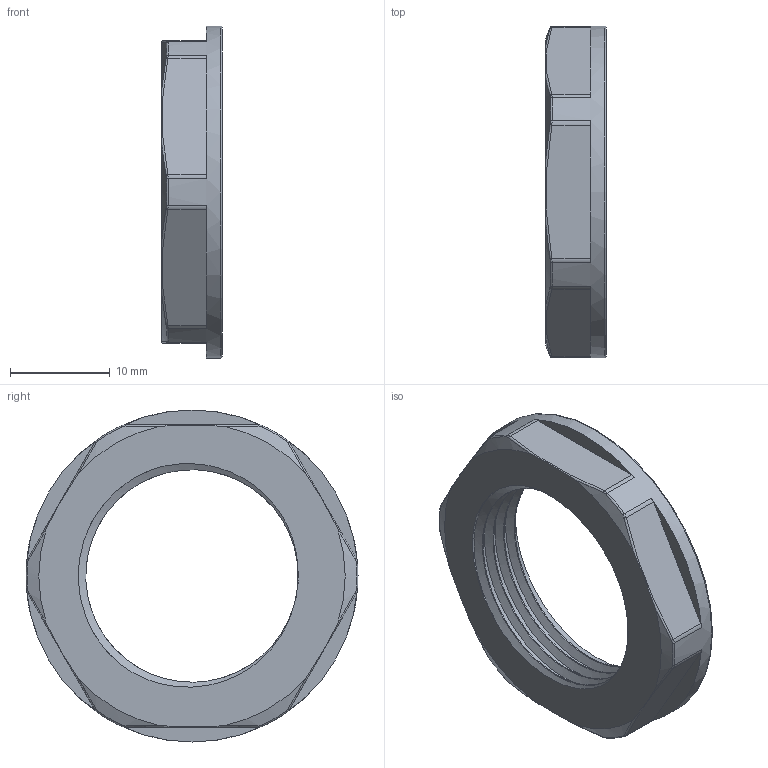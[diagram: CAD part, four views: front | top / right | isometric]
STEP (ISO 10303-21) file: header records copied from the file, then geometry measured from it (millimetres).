
FILE_DESCRIPTION(/* description */ ('Gegenmutter mit Bund PG 16'),/* implementation_level */ '2;1');
FILE_NAME(/* name */ '12096416-RST.stp',/* time_stamp */ '2022-02-08T13:29:38+01:00',/* author */ ('sl'),/* organization */ (''),/* preprocessor_version */ 'ST-DEVELOPER v16.5',/* originating_system */ 'Autodesk Inventor 2017',/* authorisation */ '');
FILE_SCHEMA (('AP203_CONFIGURATION_CONTROLLED_3D_DESIGN_OF_MECHANICAL_PARTS_AND_ASSEMBLIES_MIM_LF { 1 0 10303 203 3 1 4 }','AUTOMOTIVE_DESIGN { 1 0 10303 214 3 1 1 }'));
Length unit declared in the file: millimetre
Products named in the file (1): 12096416
Bounding box: 6.09 x 33.24 x 33.24 mm (x, y, z)
Volume: 2521.4 mm3; surface area: 2183.9 mm2
Topology: 1 solids, 1 shells, 63 faces, 156 edges, 95 vertices
Faces by surface type: bspline 20, cylinder 15, plane 15, torus 7, cone 6
Full cylindrical faces by diameter (mm): 33.24 x1
Entity records: 3084 total; most frequent: CARTESIAN_POINT 1621, ORIENTED_EDGE 306, DIRECTION 298, EDGE_CURVE 153, AXIS2_PLACEMENT_3D 133, VERTEX_POINT 94, EDGE_LOOP 67, CIRCLE 65
